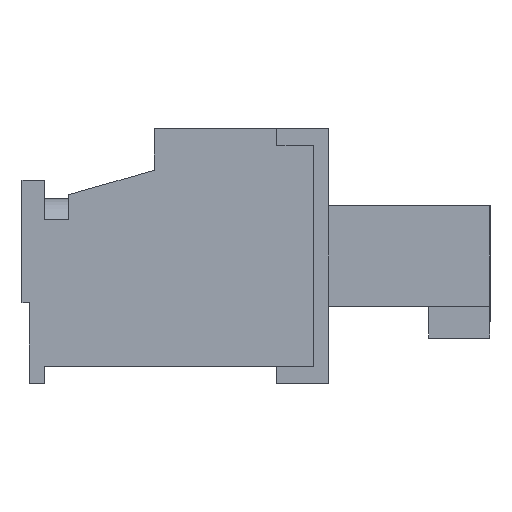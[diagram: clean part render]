
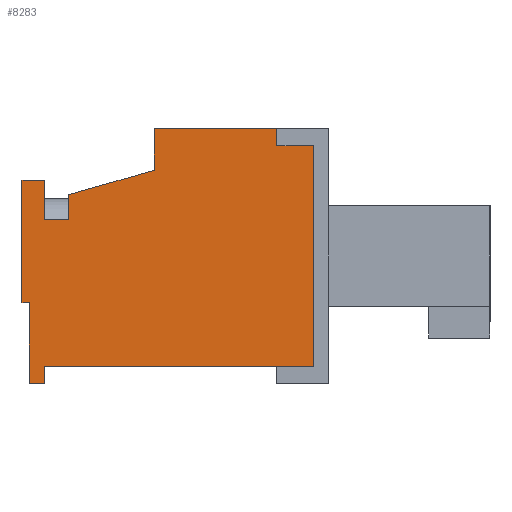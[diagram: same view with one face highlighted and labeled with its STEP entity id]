
A CAD part, left-side view. The second image highlights one B-rep face of the part: STEP entity #8283.
In plain terms, the highlighted planar face has unit normal (-1, 0, 0).
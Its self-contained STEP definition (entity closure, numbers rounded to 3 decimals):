
#1720 = ORIENTED_EDGE ( 'NONE', *, *, #34593, .F. ) ;
#1804 = CARTESIAN_POINT ( 'NONE',  ( -3.5, -3.1, 6.66 ) ) ;
#1889 = VERTEX_POINT ( 'NONE', #4051 ) ;
#2385 = VECTOR ( 'NONE', #14335, 1000. ) ;
#3546 = EDGE_CURVE ( 'NONE', #18950, #24422, #17461, .T. ) ;
#3602 = EDGE_CURVE ( 'NONE', #8825, #40628, #6033, .T. ) ;
#3631 = CARTESIAN_POINT ( 'NONE',  ( -3.5, 4.5, 5.74 ) ) ;
#3840 = CARTESIAN_POINT ( 'NONE',  ( -3.5, -4.5, -3.74 ) ) ;
#4010 = LINE ( 'NONE', #32999, #21402 ) ;
#4051 = CARTESIAN_POINT ( 'NONE',  ( -3.5, 5.2, 5.74 ) ) ;
#4580 = LINE ( 'NONE', #3840, #2385 ) ;
#4854 = CARTESIAN_POINT ( 'NONE',  ( -3.5, -3.5, 1.26 ) ) ;
#5032 = VECTOR ( 'NONE', #40686, 1000. ) ;
#5455 = CARTESIAN_POINT ( 'NONE',  ( -3.5, 1.9, 6.661 ) ) ;
#6017 = DIRECTION ( 'NONE',  ( 0., 0., 1. ) ) ;
#6033 = LINE ( 'NONE', #9429, #32636 ) ;
#6449 = EDGE_CURVE ( 'NONE', #1889, #12714, #23136, .T. ) ;
#6887 = ORIENTED_EDGE ( 'NONE', *, *, #26241, .T. ) ;
#7329 = EDGE_CURVE ( 'NONE', #36295, #36094, #4580, .T. ) ;
#7473 = ORIENTED_EDGE ( 'NONE', *, *, #9852, .T. ) ;
#8283 = ADVANCED_FACE ( 'NONE', ( #27205 ), #29290, .T. ) ;
#8474 = ORIENTED_EDGE ( 'NONE', *, *, #3546, .F. ) ;
#8825 = VERTEX_POINT ( 'NONE', #1804 ) ;
#9079 = ORIENTED_EDGE ( 'NONE', *, *, #36263, .T. ) ;
#9361 = DIRECTION ( 'NONE',  ( 0., 1., 0. ) ) ;
#9429 = CARTESIAN_POINT ( 'NONE',  ( -3.5, -5.2, 6.66 ) ) ;
#9852 = EDGE_CURVE ( 'NONE', #37144, #36094, #31370, .T. ) ;
#10140 = ORIENTED_EDGE ( 'NONE', *, *, #19851, .F. ) ;
#10214 = VECTOR ( 'NONE', #33713, 1000. ) ;
#12030 = CARTESIAN_POINT ( 'NONE',  ( -3.5, 0., 0. ) ) ;
#12714 = VERTEX_POINT ( 'NONE', #36286 ) ;
#13157 = VERTEX_POINT ( 'NONE', #31935 ) ;
#13164 = CARTESIAN_POINT ( 'NONE',  ( -3.5, -5.2, -5.24 ) ) ;
#13167 = VECTOR ( 'NONE', #44714, 1000. ) ;
#13278 = ORIENTED_EDGE ( 'NONE', *, *, #42317, .T. ) ;
#13508 = DIRECTION ( 'NONE',  ( 0., -0.275, -0.962 ) ) ;
#13729 = EDGE_CURVE ( 'NONE', #13157, #16038, #34806, .T. ) ;
#13865 = ORIENTED_EDGE ( 'NONE', *, *, #36944, .T. ) ;
#14335 = DIRECTION ( 'NONE',  ( 0., 0., -1. ) ) ;
#14558 = CARTESIAN_POINT ( 'NONE',  ( -3.5, -3.5, 1.26 ) ) ;
#15241 = ORIENTED_EDGE ( 'NONE', *, *, #13729, .F. ) ;
#15347 = VERTEX_POINT ( 'NONE', #29853 ) ;
#15524 = DIRECTION ( 'NONE',  ( -1., 0., 0. ) ) ;
#15545 = CARTESIAN_POINT ( 'NONE',  ( -3.5, -5.2, 1.26 ) ) ;
#16038 = VERTEX_POINT ( 'NONE', #37253 ) ;
#16388 = VECTOR ( 'NONE', #35587, 1000. ) ;
#16723 = AXIS2_PLACEMENT_3D ( 'NONE', #12030, #15524, #39641 ) ;
#17461 = LINE ( 'NONE', #14558, #25613 ) ;
#17474 = LINE ( 'NONE', #32167, #16388 ) ;
#17790 = ORIENTED_EDGE ( 'NONE', *, *, #28252, .F. ) ;
#18212 = ORIENTED_EDGE ( 'NONE', *, *, #22764, .T. ) ;
#18629 = VECTOR ( 'NONE', #43481, 1000. ) ;
#18854 = EDGE_CURVE ( 'NONE', #35210, #18950, #38632, .T. ) ;
#18950 = VERTEX_POINT ( 'NONE', #41807 ) ;
#19851 = EDGE_CURVE ( 'NONE', #24422, #28047, #37848, .T. ) ;
#19863 = CARTESIAN_POINT ( 'NONE',  ( -3.5, 5.2, 5.74 ) ) ;
#19980 = CARTESIAN_POINT ( 'NONE',  ( -3.5, -3.5, 1.26 ) ) ;
#20149 = DIRECTION ( 'NONE',  ( 0., 0., 1. ) ) ;
#20363 = ORIENTED_EDGE ( 'NONE', *, *, #7329, .F. ) ;
#20608 = DIRECTION ( 'NONE',  ( 0., -1., 0. ) ) ;
#21402 = VECTOR ( 'NONE', #22707, 1000. ) ;
#21910 = CARTESIAN_POINT ( 'NONE',  ( -3.5, 4.5, -5.24 ) ) ;
#22064 = CARTESIAN_POINT ( 'NONE',  ( -3.5, -4.5, -3.74 ) ) ;
#22313 = LINE ( 'NONE', #13164, #39527 ) ;
#22376 = DIRECTION ( 'NONE',  ( 0., 1., 0. ) ) ;
#22505 = VECTOR ( 'NONE', #20608, 1000. ) ;
#22645 = VECTOR ( 'NONE', #40189, 1000. ) ;
#22707 = DIRECTION ( 'NONE',  ( 0., 0., -1. ) ) ;
#22764 = EDGE_CURVE ( 'NONE', #15347, #12714, #17474, .T. ) ;
#22895 = VECTOR ( 'NONE', #32482, 1000. ) ;
#23136 = LINE ( 'NONE', #19863, #40341 ) ;
#23549 = CARTESIAN_POINT ( 'NONE',  ( -3.5, 0.946, 5.74 ) ) ;
#24169 = ORIENTED_EDGE ( 'NONE', *, *, #40608, .T. ) ;
#24172 = CARTESIAN_POINT ( 'NONE',  ( -3.5, 4.5, 6.66 ) ) ;
#24422 = VERTEX_POINT ( 'NONE', #19980 ) ;
#25613 = VECTOR ( 'NONE', #13508, 1000. ) ;
#26241 = EDGE_CURVE ( 'NONE', #40628, #15347, #39132, .T. ) ;
#26744 = ORIENTED_EDGE ( 'NONE', *, *, #3602, .T. ) ;
#27205 = FACE_OUTER_BOUND ( 'NONE', #36534, .T. ) ;
#28047 = VERTEX_POINT ( 'NONE', #15545 ) ;
#28252 = EDGE_CURVE ( 'NONE', #41976, #1889, #41774, .T. ) ;
#29290 = PLANE ( 'NONE',  #16723 ) ;
#29853 = CARTESIAN_POINT ( 'NONE',  ( -3.5, 1.9, 6.36 ) ) ;
#30253 = CARTESIAN_POINT ( 'NONE',  ( -3.5, 4.5, -5.24 ) ) ;
#30528 = LINE ( 'NONE', #24172, #13167 ) ;
#31090 = ORIENTED_EDGE ( 'NONE', *, *, #6449, .F. ) ;
#31370 = LINE ( 'NONE', #30253, #10214 ) ;
#31935 = CARTESIAN_POINT ( 'NONE',  ( -3.5, -3.1, 5.76 ) ) ;
#32112 = LINE ( 'NONE', #22064, #22895 ) ;
#32167 = CARTESIAN_POINT ( 'NONE',  ( -3.5, 1.9, 6.36 ) ) ;
#32482 = DIRECTION ( 'NONE',  ( 0., -1., 0. ) ) ;
#32636 = VECTOR ( 'NONE', #9361, 1000. ) ;
#32999 = CARTESIAN_POINT ( 'NONE',  ( -3.5, -1.5, 5.76 ) ) ;
#33713 = DIRECTION ( 'NONE',  ( 0., -1., 0. ) ) ;
#33858 = CARTESIAN_POINT ( 'NONE',  ( -3.5, -1.5, 4.76 ) ) ;
#33985 = LINE ( 'NONE', #43464, #22645 ) ;
#34200 = ORIENTED_EDGE ( 'NONE', *, *, #18854, .F. ) ;
#34593 = EDGE_CURVE ( 'NONE', #16038, #35210, #4010, .T. ) ;
#34806 = LINE ( 'NONE', #36073, #41741 ) ;
#35210 = VERTEX_POINT ( 'NONE', #33858 ) ;
#35587 = DIRECTION ( 'NONE',  ( 0., 1., 0. ) ) ;
#35912 = CARTESIAN_POINT ( 'NONE',  ( -3.5, 1.9, 6.66 ) ) ;
#36073 = CARTESIAN_POINT ( 'NONE',  ( -3.5, -3.1, 5.76 ) ) ;
#36094 = VERTEX_POINT ( 'NONE', #39876 ) ;
#36263 = EDGE_CURVE ( 'NONE', #39223, #28047, #22313, .T. ) ;
#36286 = CARTESIAN_POINT ( 'NONE',  ( -3.5, 5.2, 6.36 ) ) ;
#36295 = VERTEX_POINT ( 'NONE', #44328 ) ;
#36534 = EDGE_LOOP ( 'NONE', ( #18212, #31090, #17790, #13865, #7473, #20363, #24169, #9079, #10140, #8474, #34200, #1720, #15241, #13278, #26744, #6887 ) ) ;
#36944 = EDGE_CURVE ( 'NONE', #41976, #37144, #30528, .T. ) ;
#37144 = VERTEX_POINT ( 'NONE', #21910 ) ;
#37253 = CARTESIAN_POINT ( 'NONE',  ( -3.5, -1.5, 5.76 ) ) ;
#37848 = LINE ( 'NONE', #4854, #44795 ) ;
#38632 = LINE ( 'NONE', #41205, #22505 ) ;
#39132 = LINE ( 'NONE', #5455, #18629 ) ;
#39223 = VERTEX_POINT ( 'NONE', #42498 ) ;
#39527 = VECTOR ( 'NONE', #20149, 1000. ) ;
#39641 = DIRECTION ( 'NONE',  ( 0., 0., 1. ) ) ;
#39876 = CARTESIAN_POINT ( 'NONE',  ( -3.5, -4.5, -5.24 ) ) ;
#40189 = DIRECTION ( 'NONE',  ( 0., 0., 1. ) ) ;
#40341 = VECTOR ( 'NONE', #6017, 1000. ) ;
#40608 = EDGE_CURVE ( 'NONE', #36295, #39223, #32112, .T. ) ;
#40628 = VERTEX_POINT ( 'NONE', #35912 ) ;
#40686 = DIRECTION ( 'NONE',  ( 0., 1., 0. ) ) ;
#41205 = CARTESIAN_POINT ( 'NONE',  ( -3.5, -3.1, 4.76 ) ) ;
#41741 = VECTOR ( 'NONE', #22376, 1000. ) ;
#41774 = LINE ( 'NONE', #23549, #5032 ) ;
#41807 = CARTESIAN_POINT ( 'NONE',  ( -3.5, -2.5, 4.76 ) ) ;
#41976 = VERTEX_POINT ( 'NONE', #3631 ) ;
#42317 = EDGE_CURVE ( 'NONE', #13157, #8825, #33985, .T. ) ;
#42498 = CARTESIAN_POINT ( 'NONE',  ( -3.5, -5.2, -3.74 ) ) ;
#42908 = DIRECTION ( 'NONE',  ( 0., -1., 0. ) ) ;
#43464 = CARTESIAN_POINT ( 'NONE',  ( -3.5, -3.1, 5.76 ) ) ;
#43481 = DIRECTION ( 'NONE',  ( 0., 0., -1. ) ) ;
#44328 = CARTESIAN_POINT ( 'NONE',  ( -3.5, -4.5, -3.74 ) ) ;
#44714 = DIRECTION ( 'NONE',  ( 0., 0., -1. ) ) ;
#44795 = VECTOR ( 'NONE', #42908, 1000. ) ;
